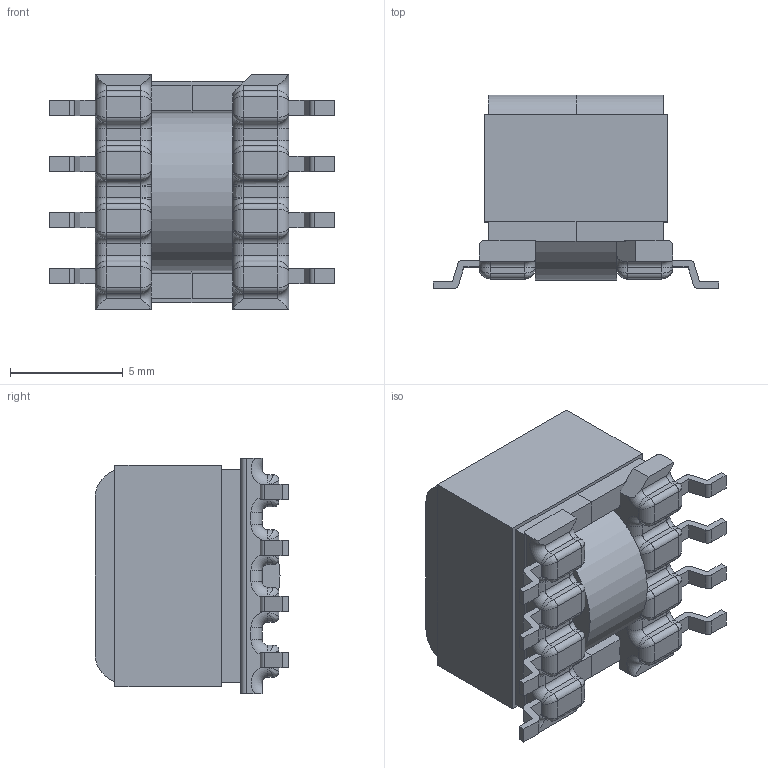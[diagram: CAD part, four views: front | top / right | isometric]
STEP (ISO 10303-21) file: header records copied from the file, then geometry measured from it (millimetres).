
FILE_DESCRIPTION (( 'STEP AP203' ), '1' );
FILE_NAME ('EP7_4390(6J).STEP', '2022-10-26T13:21:51', ( '' ), ( '' ), 'SwSTEP 2.0', 'SolidWorks 2022', '' );
FILE_SCHEMA (( 'CONFIG_CONTROL_DESIGN' ));
Length unit declared in the file: millimetre
Products named in the file (5): 440-9986-0597; 070-4390_coil; 070-4390_6J; EP7_4390(6J); 150-0597_6C
Assembly tree (5 placements, depth 2):
  EP7_4390(6J)
    070-4390_6J
    070-4390_coil
    150-0597_6C  x2
    440-9986-0597
Bounding box: 12.7 x 8.6 x 10.46 mm (x, y, z)
Volume: 585 mm3; surface area: 1507.5 mm2
Topology: 5 solids, 5 shells, 361 faces, 923 edges, 542 vertices
Faces by surface type: plane 163, cylinder 128, bspline 38, torus 32
Entity records: 11576 total; most frequent: CARTESIAN_POINT 3155, ORIENTED_EDGE 1710, DIRECTION 1603, EDGE_CURVE 855, AXIS2_PLACEMENT_3D 562, VERTEX_POINT 518, VECTOR 479, LINE 479
